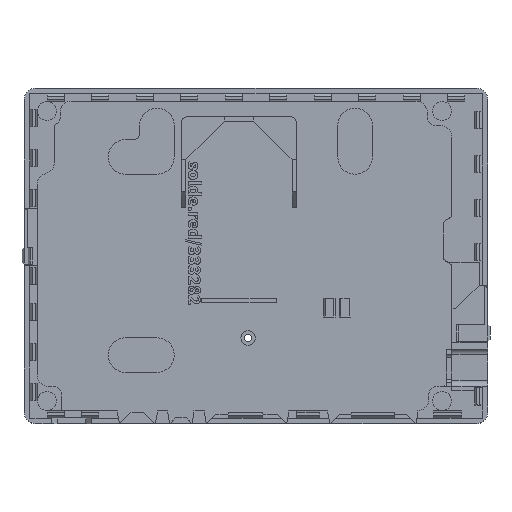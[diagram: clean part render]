
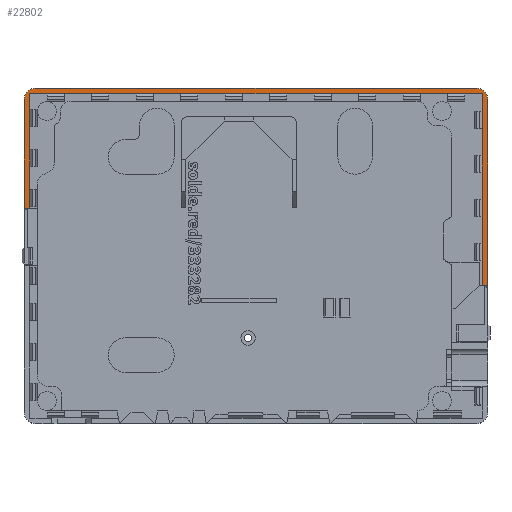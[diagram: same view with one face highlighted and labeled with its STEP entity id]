
A CAD part, top view. The second image highlights one B-rep face of the part: STEP entity #22802.
In plain terms, the highlighted planar face has unit normal (0, 0, 1).
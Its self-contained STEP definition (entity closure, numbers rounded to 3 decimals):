
#1842=LINE('',#30299,#4392);
#1845=LINE('',#30304,#4395);
#1847=LINE('',#30308,#4397);
#1849=LINE('',#30312,#4399);
#1854=LINE('',#30322,#4404);
#1855=LINE('',#30324,#4405);
#1856=LINE('',#30326,#4406);
#1857=LINE('',#30330,#4407);
#1858=LINE('',#30334,#4408);
#1859=LINE('',#30335,#4409);
#4392=VECTOR('',#25641,10.);
#4395=VECTOR('',#25646,10.);
#4397=VECTOR('',#25650,10.);
#4399=VECTOR('',#25654,10.);
#4404=VECTOR('',#25661,10.);
#4405=VECTOR('',#25662,10.);
#4406=VECTOR('',#25663,10.);
#4407=VECTOR('',#25666,10.);
#4408=VECTOR('',#25669,10.);
#4409=VECTOR('',#25670,10.);
#6600=FACE_OUTER_BOUND('',#7863,.T.);
#7863=EDGE_LOOP('',(#15594,#15595,#15596,#15597,#15598,#15599,#15600,#15601,
#15602,#15603,#15604,#15605));
#9088=CIRCLE('',#24098,4.);
#9089=CIRCLE('',#24099,4.);
#9533=VERTEX_POINT('',#30297);
#9534=VERTEX_POINT('',#30298);
#9535=VERTEX_POINT('',#30303);
#9536=VERTEX_POINT('',#30307);
#9537=VERTEX_POINT('',#30311);
#9541=VERTEX_POINT('',#30321);
#9542=VERTEX_POINT('',#30323);
#9543=VERTEX_POINT('',#30325);
#9544=VERTEX_POINT('',#30327);
#9545=VERTEX_POINT('',#30329);
#9546=VERTEX_POINT('',#30331);
#9547=VERTEX_POINT('',#30333);
#11951=EDGE_CURVE('',#9533,#9534,#1842,.T.);
#11954=EDGE_CURVE('',#9535,#9533,#1845,.T.);
#11956=EDGE_CURVE('',#9536,#9535,#1847,.T.);
#11958=EDGE_CURVE('',#9537,#9536,#1849,.T.);
#11963=EDGE_CURVE('',#9534,#9541,#1854,.T.);
#11964=EDGE_CURVE('',#9541,#9542,#1855,.T.);
#11965=EDGE_CURVE('',#9542,#9543,#1856,.T.);
#11966=EDGE_CURVE('',#9544,#9543,#9088,.T.);
#11967=EDGE_CURVE('',#9544,#9545,#1857,.T.);
#11968=EDGE_CURVE('',#9546,#9545,#9089,.T.);
#11969=EDGE_CURVE('',#9546,#9547,#1858,.T.);
#11970=EDGE_CURVE('',#9547,#9537,#1859,.T.);
#15594=ORIENTED_EDGE('',*,*,#11956,.T.);
#15595=ORIENTED_EDGE('',*,*,#11954,.T.);
#15596=ORIENTED_EDGE('',*,*,#11951,.T.);
#15597=ORIENTED_EDGE('',*,*,#11963,.T.);
#15598=ORIENTED_EDGE('',*,*,#11964,.T.);
#15599=ORIENTED_EDGE('',*,*,#11965,.T.);
#15600=ORIENTED_EDGE('',*,*,#11966,.F.);
#15601=ORIENTED_EDGE('',*,*,#11967,.T.);
#15602=ORIENTED_EDGE('',*,*,#11968,.F.);
#15603=ORIENTED_EDGE('',*,*,#11969,.T.);
#15604=ORIENTED_EDGE('',*,*,#11970,.T.);
#15605=ORIENTED_EDGE('',*,*,#11958,.T.);
#22009=PLANE('',#24097);
#22802=ADVANCED_FACE('',(#6600),#22009,.T.);
#24097=AXIS2_PLACEMENT_3D('',#30320,#25659,#25660);
#24098=AXIS2_PLACEMENT_3D('',#30328,#25664,#25665);
#24099=AXIS2_PLACEMENT_3D('',#30332,#25667,#25668);
#25641=DIRECTION('',(0.,-1.,0.));
#25646=DIRECTION('',(1.,0.,0.));
#25650=DIRECTION('',(0.,1.,0.));
#25654=DIRECTION('',(1.,0.,0.));
#25659=DIRECTION('center_axis',(0.,0.,1.));
#25660=DIRECTION('ref_axis',(1.,0.,0.));
#25661=DIRECTION('',(1.,0.,0.));
#25662=DIRECTION('',(1.,0.,0.));
#25663=DIRECTION('',(0.,1.,0.));
#25664=DIRECTION('center_axis',(0.,0.,-1.));
#25665=DIRECTION('ref_axis',(0.707,0.707,0.));
#25666=DIRECTION('',(-1.,0.,0.));
#25667=DIRECTION('center_axis',(0.,0.,-1.));
#25668=DIRECTION('ref_axis',(-0.707,0.707,0.));
#25669=DIRECTION('',(0.,-1.,0.));
#25670=DIRECTION('',(1.,0.,0.));
#30297=CARTESIAN_POINT('',(82.75,56.5,8.5));
#30298=CARTESIAN_POINT('',(82.75,-10.25,8.5));
#30299=CARTESIAN_POINT('',(82.75,28.25,8.5));
#30303=CARTESIAN_POINT('',(-74.75,56.5,8.5));
#30304=CARTESIAN_POINT('',(-35.375,56.5,8.5));
#30307=CARTESIAN_POINT('',(-74.75,16.65,8.5));
#30308=CARTESIAN_POINT('',(-74.75,8.325,8.5));
#30311=CARTESIAN_POINT('',(-75.7,16.65,8.5));
#30312=CARTESIAN_POINT('',(-36.35,16.65,8.5));
#30320=CARTESIAN_POINT('Origin',(4.,0.,8.5));
#30321=CARTESIAN_POINT('',(83.7,-10.25,8.5));
#30322=CARTESIAN_POINT('',(42.85,-10.25,8.5));
#30323=CARTESIAN_POINT('',(84.7,-10.25,8.5));
#30324=CARTESIAN_POINT('',(42.85,-10.25,8.5));
#30325=CARTESIAN_POINT('',(84.7,54.4,8.5));
#30326=CARTESIAN_POINT('',(84.7,-58.4,8.5));
#30327=CARTESIAN_POINT('',(80.7,58.4,8.5));
#30328=CARTESIAN_POINT('Origin',(80.7,54.4,8.5));
#30329=CARTESIAN_POINT('',(-72.7,58.4,8.5));
#30330=CARTESIAN_POINT('',(84.7,58.4,8.5));
#30331=CARTESIAN_POINT('',(-76.7,54.4,8.5));
#30332=CARTESIAN_POINT('Origin',(-72.7,54.4,8.5));
#30333=CARTESIAN_POINT('',(-76.7,16.65,8.5));
#30334=CARTESIAN_POINT('',(-76.7,58.4,8.5));
#30335=CARTESIAN_POINT('',(-36.35,16.65,8.5));
